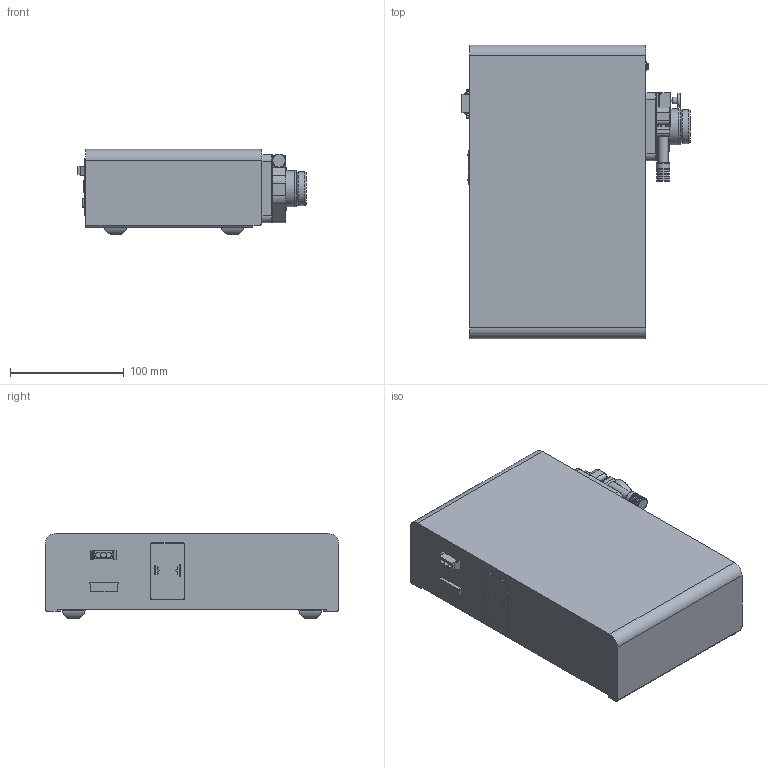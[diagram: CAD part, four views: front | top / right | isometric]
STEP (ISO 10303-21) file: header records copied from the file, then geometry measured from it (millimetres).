
FILE_DESCRIPTION(/* description */ (''),/* implementation_level */ '2;1');
FILE_NAME(/* name */ 'S00640_R4_PPD3000_Shrinkwrap_1.stp',/* time_stamp */ '2021-02-03T14:13:31+01:00',/* author */ ('glueck'),/* organization */ (''),/* preprocessor_version */ 'ST-DEVELOPER v18.1',/* originating_system */ 'Autodesk Inventor 2021',/* authorisation */ '');
FILE_SCHEMA (('AUTOMOTIVE_DESIGN { 1 0 10303 214 3 1 1 }'));
Length unit declared in the file: millimetre
Products named in the file (1): S00640_R4_PPD3000_Shrinkwrap_1
Bounding box: 200.81 x 258.4 x 75.1 mm (x, y, z)
Volume: 2776924 mm3; surface area: 148751.8 mm2
Topology: 1 solids, 1 shells, 283 faces, 674 edges, 430 vertices
Faces by surface type: plane 163, cylinder 92, cone 21, torus 7
Full cylindrical faces by diameter (mm): 3 x3, 5.99 x1, 6 x3, 8 x1, 9 x1, 10 x1, 11 x4, 12 x7, 32 x2
Entity records: 8581 total; most frequent: DIRECTION 1452, CARTESIAN_POINT 1443, ORIENTED_EDGE 1348, EDGE_CURVE 674, AXIS2_PLACEMENT_3D 506, LINE 440, VECTOR 440, VERTEX_POINT 430
